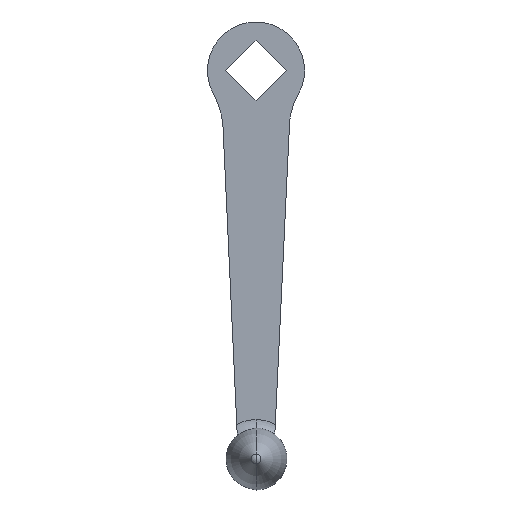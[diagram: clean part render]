
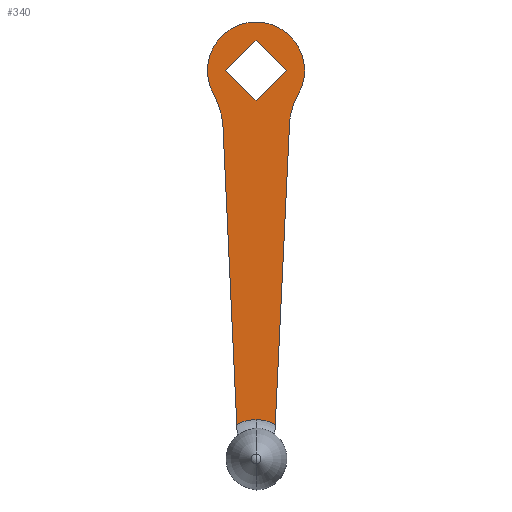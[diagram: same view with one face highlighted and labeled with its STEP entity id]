
A CAD part, front view. The second image highlights one B-rep face of the part: STEP entity #340.
In plain terms, the highlighted planar face has unit normal (0, -1, 0).
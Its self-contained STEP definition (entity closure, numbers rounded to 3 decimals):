
#184=VERTEX_POINT('',#520);
#208=VERTEX_POINT('',#546);
#220=EDGE_CURVE('',#460,#228,#561,.T.);
#228=VERTEX_POINT('',#570);
#230=VERTEX_POINT('',#572);
#250=EDGE_CURVE('',#260,#364,#598,.T.);
#260=VERTEX_POINT('',#608);
#282=EDGE_CURVE('',#208,#230,#632,.T.);
#300=EDGE_CURVE('',#406,#460,#652,.T.);
#312=EDGE_CURVE('',#398,#228,#666,.T.);
#320=VERTEX_POINT('',#675);
#338=VERTEX_POINT('',#696);
#340=ADVANCED_FACE('',(#698,#699),#700,.F.);
#364=VERTEX_POINT('',#726);
#398=VERTEX_POINT('',#762);
#406=VERTEX_POINT('',#771);
#412=EDGE_CURVE('',#364,#406,#777,.T.);
#446=EDGE_CURVE('',#338,#398,#815,.T.);
#452=EDGE_CURVE('',#338,#320,#821,.T.);
#460=VERTEX_POINT('',#830);
#462=EDGE_CURVE('',#320,#260,#832,.T.);
#484=EDGE_CURVE('',#490,#184,#856,.T.);
#490=VERTEX_POINT('',#862);
#494=EDGE_CURVE('',#230,#490,#866,.T.);
#498=EDGE_CURVE('',#184,#208,#870,.T.);
#520=CARTESIAN_POINT('',(0.,-44.0,15.556));
#546=CARTESIAN_POINT('',(-15.556,-44.0,0.));
#561=LINE('',#938,#939);
#570=CARTESIAN_POINT('',(9.921,-44.,-182.251));
#572=CARTESIAN_POINT('',(0.,-44.0,-15.556));
#598=CIRCLE('',#984,25.0);
#608=CARTESIAN_POINT('',(-21.8,-44.0,-12.237));
#632=LINE('',#1030,#1031);
#652=CIRCLE('',#1058,38.);
#666=CIRCLE('',#1074,20.333);
#675=CARTESIAN_POINT('',(-17.0,-44.0,-28.64));
#696=CARTESIAN_POINT('',(-9.91,-44.,-182.245));
#698=FACE_OUTER_BOUND('',#1111,.T.);
#699=FACE_BOUND('',#1112,.T.);
#700=PLANE('',#1113);
#726=CARTESIAN_POINT('',(-21.8,-44.0,12.237));
#762=CARTESIAN_POINT('',(0.,-44.,-179.667));
#771=CARTESIAN_POINT('',(21.8,-44.0,-12.237));
#777=CIRCLE('',#1212,25.0);
#815=CIRCLE('',#1294,20.333);
#821=LINE('',#1303,#1304);
#830=CARTESIAN_POINT('',(17.0,-44.0,-33.037));
#832=CIRCLE('',#1320,38.);
#856=LINE('',#1383,#1384);
#862=CARTESIAN_POINT('',(15.556,-44.0,0.));
#866=LINE('',#1398,#1399);
#870=LINE('',#1406,#1407);
#938=CARTESIAN_POINT('',(16.382,-44.0,-46.059));
#939=VECTOR('',#1471,1.0);
#984=AXIS2_PLACEMENT_3D('',#1525,#1526,#1527);
#1030=CARTESIAN_POINT('',(10.694,-44.0,-26.251));
#1031=VECTOR('',#1556,1.0);
#1058=AXIS2_PLACEMENT_3D('',#1585,#1586,#1587);
#1074=AXIS2_PLACEMENT_3D('',#1607,#1608,#1609);
#1111=EDGE_LOOP('',(#1653,#1654,#1655,#1656,#1657,#1658,#1659,#1660));
#1112=EDGE_LOOP('',(#1661,#1662,#1663,#1664));
#1113=AXIS2_PLACEMENT_3D('',#1665,#1666,#1667);
#1212=AXIS2_PLACEMENT_3D('',#1748,#1749,#1750);
#1294=AXIS2_PLACEMENT_3D('',#1800,#1801,#1802);
#1303=CARTESIAN_POINT('',(-12.548,-44.0,-125.09));
#1304=VECTOR('',#1804,1.0);
#1320=AXIS2_PLACEMENT_3D('',#1815,#1816,#1817);
#1383=CARTESIAN_POINT('',(18.472,-44.0,-2.916));
#1384=VECTOR('',#1841,1.0);
#1398=CARTESIAN_POINT('',(-2.916,-44.0,-18.472));
#1399=VECTOR('',#1846,1.0);
#1406=CARTESIAN_POINT('',(-26.251,-44.0,-10.694));
#1407=VECTOR('',#1848,1.0);
#1471=DIRECTION('',(-0.047,0.0,-0.999));
#1525=CARTESIAN_POINT('',(0.0,-44.0,0.));
#1526=DIRECTION('',(0.0,1.0,0.0));
#1527=DIRECTION('',(0.872,0.0,-0.489));
#1556=DIRECTION('',(0.707,0.0,-0.707));
#1585=CARTESIAN_POINT('',(54.936,-44.0,-30.838));
#1586=DIRECTION('',(0.0,-1.0,-0.0));
#1587=DIRECTION('',(-0.998,0.0,-0.058));
#1607=CARTESIAN_POINT('',(0.,-44.,-200.0));
#1608=DIRECTION('',(-0.0,1.0,0.0));
#1609=DIRECTION('',(0.,0.0,1.0));
#1653=ORIENTED_EDGE('',*,*,#452,.F.);
#1654=ORIENTED_EDGE('',*,*,#446,.T.);
#1655=ORIENTED_EDGE('',*,*,#312,.T.);
#1656=ORIENTED_EDGE('',*,*,#220,.F.);
#1657=ORIENTED_EDGE('',*,*,#300,.F.);
#1658=ORIENTED_EDGE('',*,*,#412,.F.);
#1659=ORIENTED_EDGE('',*,*,#250,.F.);
#1660=ORIENTED_EDGE('',*,*,#462,.F.);
#1661=ORIENTED_EDGE('',*,*,#282,.F.);
#1662=ORIENTED_EDGE('',*,*,#498,.F.);
#1663=ORIENTED_EDGE('',*,*,#484,.F.);
#1664=ORIENTED_EDGE('',*,*,#494,.F.);
#1665=CARTESIAN_POINT('',(0.,-44.0,-58.333));
#1666=DIRECTION('',(-0.0,1.0,0.0));
#1667=DIRECTION('',(0.,0.0,1.0));
#1748=CARTESIAN_POINT('',(0.0,-44.0,0.));
#1749=DIRECTION('',(0.0,1.0,0.0));
#1750=DIRECTION('',(0.872,0.0,-0.489));
#1800=CARTESIAN_POINT('',(0.,-44.,-200.0));
#1801=DIRECTION('',(-0.0,1.0,0.0));
#1802=DIRECTION('',(0.,0.0,1.0));
#1804=DIRECTION('',(-0.046,0.0,0.999));
#1815=CARTESIAN_POINT('',(-54.936,-44.0,-30.838));
#1816=DIRECTION('',(0.0,-1.0,0.0));
#1817=DIRECTION('',(0.872,0.0,0.489));
#1841=DIRECTION('',(-0.707,0.0,0.707));
#1846=DIRECTION('',(0.707,0.0,0.707));
#1848=DIRECTION('',(-0.707,0.0,-0.707));
